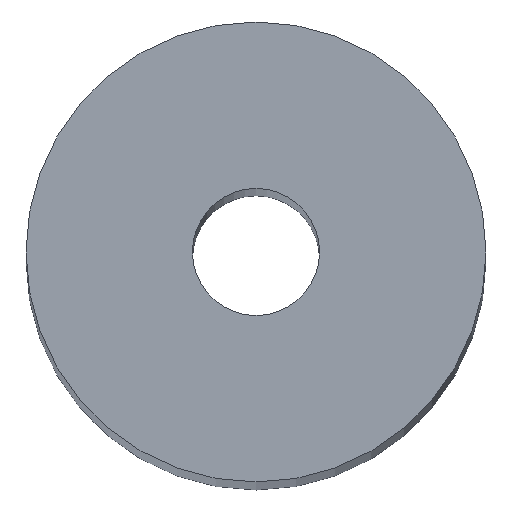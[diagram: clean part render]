
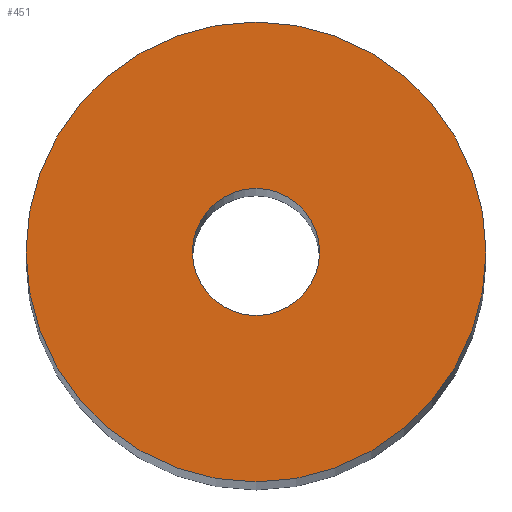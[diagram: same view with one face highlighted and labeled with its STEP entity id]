
A CAD part, top view. The second image highlights one B-rep face of the part: STEP entity #451.
In plain terms, the highlighted planar face has unit normal (0, 0, 1).
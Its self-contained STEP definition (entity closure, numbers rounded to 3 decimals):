
#451=ADVANCED_FACE('NONE',(#1095,#1096),#1097,.F.);
#497=EDGE_CURVE('NONE',#843,#591,#1151,.T.);
#591=VERTEX_POINT('NONE',#1247);
#697=EDGE_CURVE('NONE',#591,#843,#1365,.F.);
#709=EDGE_CURVE('NONE',#805,#799,#1379,.F.);
#731=EDGE_CURVE('NONE',#799,#805,#1404,.T.);
#799=VERTEX_POINT('NONE',#1482);
#805=VERTEX_POINT('NONE',#1489);
#843=VERTEX_POINT('NONE',#1531);
#1095=FACE_OUTER_BOUND('',#1818,.T.);
#1096=FACE_BOUND('',#1819,.T.);
#1097=PLANE('',#1820);
#1151=CIRCLE('',#1938,2.625);
#1247=CARTESIAN_POINT('',(2.625,0.0,190.0));
#1365=CIRCLE('',#2275,2.625);
#1379=CIRCLE('',#2296,9.5);
#1404=CIRCLE('',#2369,9.5);
#1482=CARTESIAN_POINT('',(9.5,0.,190.0));
#1489=CARTESIAN_POINT('',(-9.5,0.,190.0));
#1531=CARTESIAN_POINT('',(-2.625,0.,190.0));
#1818=EDGE_LOOP('',(#3147,#3148));
#1819=EDGE_LOOP('',(#3149,#3150));
#1820=AXIS2_PLACEMENT_3D('',#3151,#3152,#3153);
#1938=AXIS2_PLACEMENT_3D('',#3234,#3235,#3236);
#2275=AXIS2_PLACEMENT_3D('',#3450,#3451,#3452);
#2296=AXIS2_PLACEMENT_3D('',#3473,#3474,#3475);
#2369=AXIS2_PLACEMENT_3D('',#3514,#3515,#3516);
#3147=ORIENTED_EDGE('',*,*,#709,.T.);
#3148=ORIENTED_EDGE('',*,*,#731,.T.);
#3149=ORIENTED_EDGE('',*,*,#697,.F.);
#3150=ORIENTED_EDGE('',*,*,#497,.F.);
#3151=CARTESIAN_POINT('',(0.0,0.,190.0));
#3152=DIRECTION('',(0.0,0.0,-1.0));
#3153=DIRECTION('',(0.0,1.0,0.0));
#3234=CARTESIAN_POINT('',(0.0,0.0,190.0));
#3235=DIRECTION('',(0.0,-0.0,1.0));
#3236=DIRECTION('',(1.0,0.0,0.0));
#3450=CARTESIAN_POINT('',(0.0,0.0,190.0));
#3451=DIRECTION('',(0.0,0.0,-1.0));
#3452=DIRECTION('',(1.0,0.0,0.0));
#3473=CARTESIAN_POINT('',(0.,0.,190.0));
#3474=DIRECTION('',(-0.0,0.0,-1.0));
#3475=DIRECTION('',(-1.0,0.,0.0));
#3514=CARTESIAN_POINT('',(0.,0.,190.0));
#3515=DIRECTION('',(0.0,0.0,1.0));
#3516=DIRECTION('',(-1.0,0.,0.0));
